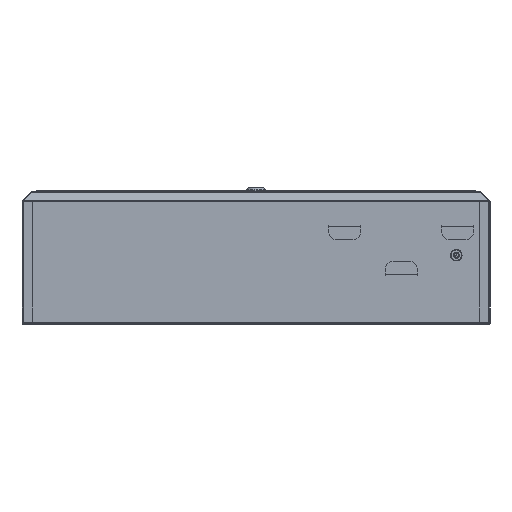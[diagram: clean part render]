
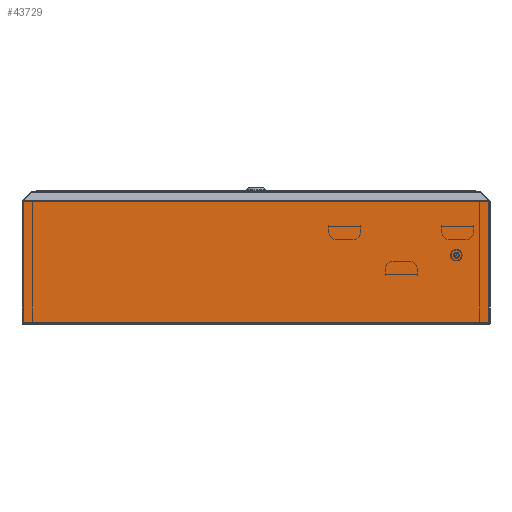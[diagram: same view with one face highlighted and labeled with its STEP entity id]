
A CAD part, left-side view. The second image highlights one B-rep face of the part: STEP entity #43729.
In plain terms, the highlighted planar face has unit normal (-1, 0, 0).
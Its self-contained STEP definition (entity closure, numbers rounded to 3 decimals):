
#1170 = DIRECTION ( 'NONE',  ( 0., 0., -1. ) ) ;
#1457 = CARTESIAN_POINT ( 'NONE',  ( 0., 40., 84.8 ) ) ;
#2133 = DIRECTION ( 'NONE',  ( 0., 0., -1. ) ) ;
#2309 = EDGE_CURVE ( 'NONE', #39831, #13501, #30203, .T. ) ;
#2655 = CARTESIAN_POINT ( 'NONE',  ( 0., 0., 0. ) ) ;
#2929 = FACE_OUTER_BOUND ( 'NONE', #27586, .T. ) ;
#4365 = VECTOR ( 'NONE', #30284, 1000. ) ;
#5436 = EDGE_CURVE ( 'NONE', #14216, #33520, #14967, .T. ) ;
#6358 = VECTOR ( 'NONE', #31132, 1000. ) ;
#7191 = DIRECTION ( 'NONE',  ( 0., 1., 0. ) ) ;
#7966 = AXIS2_PLACEMENT_3D ( 'NONE', #17228, #38537, #13667 ) ;
#8737 = CIRCLE ( 'NONE', #22806, 0.5 ) ;
#12611 = DIRECTION ( 'NONE',  ( 1., 0., 0. ) ) ;
#12734 = PLANE ( 'NONE',  #32581 ) ;
#13352 = CARTESIAN_POINT ( 'NONE',  ( 0., 0., 150.7 ) ) ;
#13501 = VERTEX_POINT ( 'NONE', #1457 ) ;
#13667 = DIRECTION ( 'NONE',  ( 0., 0., -1. ) ) ;
#14061 = VERTEX_POINT ( 'NONE', #13352 ) ;
#14063 = ORIENTED_EDGE ( 'NONE', *, *, #2309, .T. ) ;
#14216 = VERTEX_POINT ( 'NONE', #22196 ) ;
#14967 = LINE ( 'NONE', #35926, #4365 ) ;
#15095 = EDGE_CURVE ( 'NONE', #14061, #44502, #24876, .T. ) ;
#17228 = CARTESIAN_POINT ( 'NONE',  ( 0., 40., 84.3 ) ) ;
#21310 = CARTESIAN_POINT ( 'NONE',  ( 0., 0., 150.7 ) ) ;
#21473 = LINE ( 'NONE', #22502, #41539 ) ;
#22196 = CARTESIAN_POINT ( 'NONE',  ( 0., 0., 1. ) ) ;
#22415 = ORIENTED_EDGE ( 'NONE', *, *, #40004, .T. ) ;
#22502 = CARTESIAN_POINT ( 'NONE',  ( 0., 576.6, 0. ) ) ;
#22806 = AXIS2_PLACEMENT_3D ( 'NONE', #33890, #12611, #37452 ) ;
#23457 = DIRECTION ( 'NONE',  ( 1., 0., 0. ) ) ;
#24876 = LINE ( 'NONE', #21310, #43828 ) ;
#25024 = ORIENTED_EDGE ( 'NONE', *, *, #26416, .T. ) ;
#25629 = EDGE_LOOP ( 'NONE', ( #14063, #22415 ) ) ;
#26416 = EDGE_CURVE ( 'NONE', #14216, #14061, #43123, .T. ) ;
#27586 = EDGE_LOOP ( 'NONE', ( #40212, #25024, #31573, #33303 ) ) ;
#28197 = CARTESIAN_POINT ( 'NONE',  ( 0., 576.6, 1. ) ) ;
#30203 = CIRCLE ( 'NONE', #7966, 0.5 ) ;
#30238 = FACE_BOUND ( 'NONE', #25629, .T. ) ;
#30284 = DIRECTION ( 'NONE',  ( 0., 1., 0. ) ) ;
#31132 = DIRECTION ( 'NONE',  ( 0., 0., 1. ) ) ;
#31573 = ORIENTED_EDGE ( 'NONE', *, *, #15095, .T. ) ;
#32581 = AXIS2_PLACEMENT_3D ( 'NONE', #44788, #23457, #2133 ) ;
#33303 = ORIENTED_EDGE ( 'NONE', *, *, #40478, .T. ) ;
#33520 = VERTEX_POINT ( 'NONE', #28197 ) ;
#33890 = CARTESIAN_POINT ( 'NONE',  ( 0., 40., 84.3 ) ) ;
#35926 = CARTESIAN_POINT ( 'NONE',  ( 0., 576.6, 1. ) ) ;
#37452 = DIRECTION ( 'NONE',  ( 0., 0., -1. ) ) ;
#38537 = DIRECTION ( 'NONE',  ( 1., 0., 0. ) ) ;
#39831 = VERTEX_POINT ( 'NONE', #43114 ) ;
#40004 = EDGE_CURVE ( 'NONE', #13501, #39831, #8737, .T. ) ;
#40212 = ORIENTED_EDGE ( 'NONE', *, *, #5436, .F. ) ;
#40478 = EDGE_CURVE ( 'NONE', #44502, #33520, #21473, .T. ) ;
#41539 = VECTOR ( 'NONE', #1170, 1000. ) ;
#41806 = CARTESIAN_POINT ( 'NONE',  ( 0., 576.6, 150.7 ) ) ;
#43114 = CARTESIAN_POINT ( 'NONE',  ( 0., 40., 83.8 ) ) ;
#43123 = LINE ( 'NONE', #2655, #6358 ) ;
#43729 = ADVANCED_FACE ( 'NONE', ( #30238, #2929 ), #12734, .F. ) ;
#43828 = VECTOR ( 'NONE', #7191, 1000. ) ;
#44502 = VERTEX_POINT ( 'NONE', #41806 ) ;
#44788 = CARTESIAN_POINT ( 'NONE',  ( 0., 0., 0. ) ) ;
